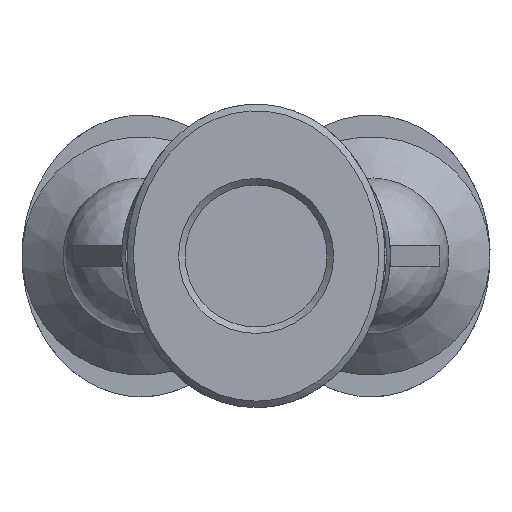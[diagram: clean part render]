
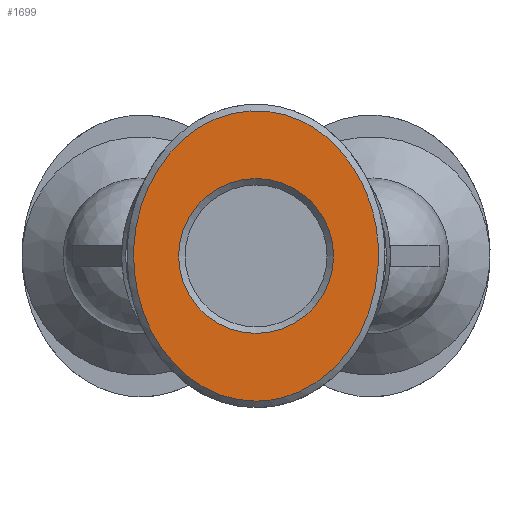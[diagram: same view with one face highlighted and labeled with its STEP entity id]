
A CAD part, front view. The second image highlights one B-rep face of the part: STEP entity #1699.
In plain terms, the highlighted face is planar.
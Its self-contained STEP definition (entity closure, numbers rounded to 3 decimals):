
#1632=CARTESIAN_POINT('',(6.7,5.,0.));
#1633=VERTEX_POINT('',#1632);
#1660=CARTESIAN_POINT('',(6.701,5.,0.));
#1661=CARTESIAN_POINT('',(6.702,5.,0.836));
#1662=CARTESIAN_POINT('',(6.252,5.,2.512));
#1663=CARTESIAN_POINT('',(4.341,5.,4.556));
#1664=CARTESIAN_POINT('',(1.558,5.,5.691));
#1665=CARTESIAN_POINT('',(-2.605,5.,5.717));
#1666=CARTESIAN_POINT('',(-6.337,5.,3.162));
#1667=CARTESIAN_POINT('',(-6.912,5.,-0.307));
#1668=CARTESIAN_POINT('',(-5.768,5.,-3.555));
#1669=CARTESIAN_POINT('',(-1.727,5.,-6.315));
#1670=CARTESIAN_POINT('',(3.725,5.,-5.254));
#1671=CARTESIAN_POINT('',(6.246,5.,-2.506));
#1672=CARTESIAN_POINT('',(6.7,5.,-0.837));
#1673=CARTESIAN_POINT('',(6.701,5.,0.));
#1674=B_SPLINE_CURVE_WITH_KNOTS('',3,(#1660,#1661,#1662,#1663,#1664,#1665,#1666,#1667,#1668,#1669,#1670,#1671,#1672,#1673),.UNSPECIFIED.,.T.,.U.,(4,1,1,1,1,1,1,1,1,1,1,4),(-3.142,-2.693,-2.244,-1.795,-1.346,-0.449,0.15,0.449,1.346,2.244,2.693,3.142),.UNSPECIFIED.);
#1675=EDGE_CURVE('',#1633,#1633,#1674,.T.);
#1680=CARTESIAN_POINT('',(0.,5.0,0.));
#1681=DIRECTION('',(0.0,-1.0,0.0));
#1682=DIRECTION('',(0.0,0.0,-1.0));
#1683=AXIS2_PLACEMENT_3D('',#1680,#1681,#1682);
#1684=PLANE('',#1683);
#1685=ORIENTED_EDGE('',*,*,#1675,.F.);
#1686=EDGE_LOOP('',(#1685));
#1687=FACE_OUTER_BOUND('',#1686,.T.);
#1688=CARTESIAN_POINT('',(3.575,5.,0.));
#1689=VERTEX_POINT('',#1688);
#1690=CARTESIAN_POINT('',(0.,5.0,0.0));
#1691=DIRECTION('',(0.0,1.0,0.0));
#1692=DIRECTION('',(-1.0,0.0,0.0));
#1693=AXIS2_PLACEMENT_3D('',#1690,#1691,#1692);
#1694=CIRCLE('',#1693,3.575);
#1695=EDGE_CURVE('',#1689,#1689,#1694,.T.);
#1696=ORIENTED_EDGE('',*,*,#1695,.F.);
#1697=EDGE_LOOP('',(#1696));
#1698=FACE_BOUND('',#1697,.T.);
#1699=ADVANCED_FACE('',(#1687,#1698),#1684,.F.);
